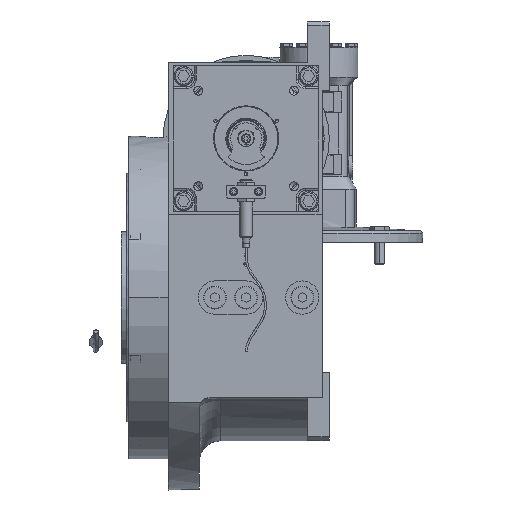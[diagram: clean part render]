
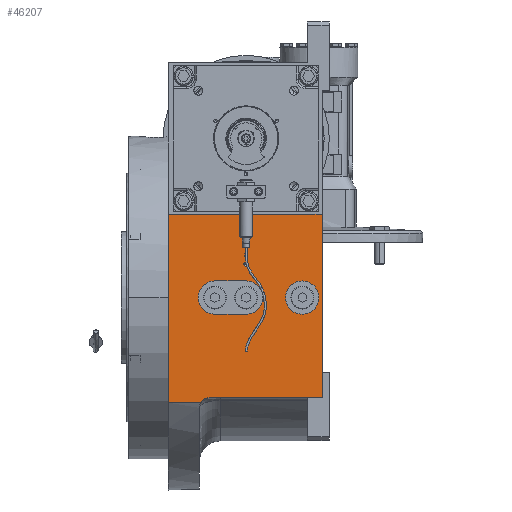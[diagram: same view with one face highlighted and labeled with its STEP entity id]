
A CAD part, left-side view. The second image highlights one B-rep face of the part: STEP entity #46207.
In plain terms, the highlighted planar face has unit normal (-1, 0, 0).
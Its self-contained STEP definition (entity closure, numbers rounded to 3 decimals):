
#482 = ORIENTED_EDGE ( 'NONE', *, *, #15311, .F. ) ;
#1744 = DIRECTION ( 'NONE',  ( -1., 0., 0. ) ) ;
#3029 = ORIENTED_EDGE ( 'NONE', *, *, #42811, .T. ) ;
#3780 = CARTESIAN_POINT ( 'NONE',  ( -155., -54., 0. ) ) ;
#5339 = DIRECTION ( 'NONE',  ( 0., -1., 0. ) ) ;
#7306 = DIRECTION ( 'NONE',  ( -1., 0., 0. ) ) ;
#7417 = VERTEX_POINT ( 'NONE', #39458 ) ;
#7937 = CARTESIAN_POINT ( 'NONE',  ( -155., 0., 0. ) ) ;
#8336 = EDGE_CURVE ( 'NONE', #37497, #22544, #36751, .T. ) ;
#10512 = VERTEX_POINT ( 'NONE', #128841 ) ;
#11284 = FACE_BOUND ( 'NONE', #109971, .T. ) ;
#11808 = DIRECTION ( 'NONE',  ( 0., 0., 1. ) ) ;
#11959 = CIRCLE ( 'NONE', #87756, 16. ) ;
#12760 = DIRECTION ( 'NONE',  ( 0., 1., 0. ) ) ;
#13349 = VERTEX_POINT ( 'NONE', #53196 ) ;
#15311 = EDGE_CURVE ( 'NONE', #45123, #35704, #16224, .T. ) ;
#16224 = LINE ( 'NONE', #47453, #93733 ) ;
#16975 = EDGE_LOOP ( 'NONE', ( #94329, #111449 ) ) ;
#17120 = EDGE_LOOP ( 'NONE', ( #33391, #48972, #117601, #482, #18654, #64328 ) ) ;
#18654 = ORIENTED_EDGE ( 'NONE', *, *, #23700, .T. ) ;
#19501 = CARTESIAN_POINT ( 'NONE',  ( -155., 30., 0. ) ) ;
#19511 = ORIENTED_EDGE ( 'NONE', *, *, #23660, .T. ) ;
#19646 = CARTESIAN_POINT ( 'NONE',  ( -155., -70., 0. ) ) ;
#20160 = EDGE_CURVE ( 'NONE', #102053, #13349, #112197, .T. ) ;
#21020 = DIRECTION ( 'NONE',  ( 0., 1., 0. ) ) ;
#21687 = DIRECTION ( 'NONE',  ( 1., 0., 0. ) ) ;
#21803 = CARTESIAN_POINT ( 'NONE',  ( -155., 0., 16. ) ) ;
#22544 = VERTEX_POINT ( 'NONE', #19646 ) ;
#23660 = EDGE_CURVE ( 'NONE', #89059, #7417, #118704, .T. ) ;
#23700 = EDGE_CURVE ( 'NONE', #45123, #113192, #25590, .T. ) ;
#24007 = EDGE_CURVE ( 'NONE', #60894, #92804, #119044, .T. ) ;
#24328 = EDGE_CURVE ( 'NONE', #22544, #37497, #123434, .T. ) ;
#25071 = DIRECTION ( 'NONE',  ( 1., 0., 0. ) ) ;
#25590 = CIRCLE ( 'NONE', #62418, 10. ) ;
#28089 = EDGE_CURVE ( 'NONE', #64673, #88773, #78617, .T. ) ;
#30404 = CIRCLE ( 'NONE', #65065, 2.1 ) ;
#31222 = DIRECTION ( 'NONE',  ( 1., 0., 0. ) ) ;
#31811 = CARTESIAN_POINT ( 'NONE',  ( -155., 2.1, 32. ) ) ;
#32010 = LINE ( 'NONE', #21803, #112178 ) ;
#32103 = AXIS2_PLACEMENT_3D ( 'NONE', #42062, #31222, #21020 ) ;
#32333 = FACE_BOUND ( 'NONE', #89433, .T. ) ;
#32477 = CARTESIAN_POINT ( 'NONE',  ( -155., -73., 80. ) ) ;
#32988 = CARTESIAN_POINT ( 'NONE',  ( -155., -73., -100.995 ) ) ;
#33189 = VECTOR ( 'NONE', #33672, 1000. ) ;
#33391 = ORIENTED_EDGE ( 'NONE', *, *, #20160, .T. ) ;
#33479 = CARTESIAN_POINT ( 'NONE',  ( -155., -54., 0. ) ) ;
#33672 = DIRECTION ( 'NONE',  ( 0., -1., 0. ) ) ;
#34356 = CARTESIAN_POINT ( 'NONE',  ( -155., 30., -16. ) ) ;
#34958 = DIRECTION ( 'NONE',  ( 0., 0., 1. ) ) ;
#35288 = CARTESIAN_POINT ( 'NONE',  ( -155., -73., -96. ) ) ;
#35460 = EDGE_CURVE ( 'NONE', #35704, #94687, #116249, .T. ) ;
#35704 = VERTEX_POINT ( 'NONE', #119220 ) ;
#36751 = CIRCLE ( 'NONE', #43277, 16. ) ;
#37497 = VERTEX_POINT ( 'NONE', #83480 ) ;
#38762 = LINE ( 'NONE', #122836, #111235 ) ;
#39458 = CARTESIAN_POINT ( 'NONE',  ( -155., -2.1, 32. ) ) ;
#40287 = CARTESIAN_POINT ( 'NONE',  ( -155., 30., 16. ) ) ;
#41455 = DIRECTION ( 'NONE',  ( 0., 1., 0. ) ) ;
#42062 = CARTESIAN_POINT ( 'NONE',  ( -155., 0., 32. ) ) ;
#42811 = EDGE_CURVE ( 'NONE', #7417, #89059, #30404, .T. ) ;
#43277 = AXIS2_PLACEMENT_3D ( 'NONE', #33479, #83701, #74838 ) ;
#43848 = CARTESIAN_POINT ( 'NONE',  ( -155., 30., -16. ) ) ;
#45123 = VERTEX_POINT ( 'NONE', #59944 ) ;
#46207 = ADVANCED_FACE ( 'NONE', ( #11284, #93405, #32333, #122542, #77006 ), #117717, .T. ) ;
#47453 = CARTESIAN_POINT ( 'NONE',  ( -155., 43.657, -100.995 ) ) ;
#48972 = ORIENTED_EDGE ( 'NONE', *, *, #98922, .T. ) ;
#49358 = DIRECTION ( 'NONE',  ( -1., 0., 0. ) ) ;
#49404 = DIRECTION ( 'NONE',  ( 0., 0., 1. ) ) ;
#49755 = VERTEX_POINT ( 'NONE', #128449 ) ;
#52480 = DIRECTION ( 'NONE',  ( 0., 0., 1. ) ) ;
#53196 = CARTESIAN_POINT ( 'NONE',  ( -155., -73., 80. ) ) ;
#59944 = CARTESIAN_POINT ( 'NONE',  ( -155., 43.657, -100.995 ) ) ;
#60320 = VECTOR ( 'NONE', #11808, 1000. ) ;
#60894 = VERTEX_POINT ( 'NONE', #40287 ) ;
#61750 = DIRECTION ( 'NONE',  ( 0., 0.866, 0.5 ) ) ;
#62418 = AXIS2_PLACEMENT_3D ( 'NONE', #73899, #21687, #61750 ) ;
#63381 = EDGE_CURVE ( 'NONE', #49755, #10512, #11959, .T. ) ;
#64328 = ORIENTED_EDGE ( 'NONE', *, *, #117324, .F. ) ;
#64673 = VERTEX_POINT ( 'NONE', #110279 ) ;
#64946 = AXIS2_PLACEMENT_3D ( 'NONE', #19501, #7306, #49404 ) ;
#64982 = AXIS2_PLACEMENT_3D ( 'NONE', #3780, #132606, #68907 ) ;
#65065 = AXIS2_PLACEMENT_3D ( 'NONE', #101126, #111281, #110605 ) ;
#65653 = AXIS2_PLACEMENT_3D ( 'NONE', #116137, #76057, #87589 ) ;
#67032 = ORIENTED_EDGE ( 'NONE', *, *, #8336, .F. ) ;
#67673 = EDGE_CURVE ( 'NONE', #10512, #60894, #32010, .T. ) ;
#68907 = DIRECTION ( 'NONE',  ( 0., -1., 0. ) ) ;
#71705 = VECTOR ( 'NONE', #12760, 1000. ) ;
#73899 = CARTESIAN_POINT ( 'NONE',  ( -155., 35., -106. ) ) ;
#74838 = DIRECTION ( 'NONE',  ( 0., 1., 0. ) ) ;
#76057 = DIRECTION ( 'NONE',  ( 1., 0., 0. ) ) ;
#77006 = FACE_OUTER_BOUND ( 'NONE', #17120, .T. ) ;
#78617 = CIRCLE ( 'NONE', #65653, 2.1 ) ;
#82032 = CARTESIAN_POINT ( 'NONE',  ( -155., 35., -96. ) ) ;
#83480 = CARTESIAN_POINT ( 'NONE',  ( -155., -38., 0. ) ) ;
#83701 = DIRECTION ( 'NONE',  ( -1., 0., 0. ) ) ;
#84291 = CARTESIAN_POINT ( 'NONE',  ( -155., 75., 80. ) ) ;
#84331 = CARTESIAN_POINT ( 'NONE',  ( -155., -2.1, 60. ) ) ;
#86122 = EDGE_CURVE ( 'NONE', #92804, #49755, #96084, .T. ) ;
#86818 = EDGE_LOOP ( 'NONE', ( #113436, #67032 ) ) ;
#87083 = ORIENTED_EDGE ( 'NONE', *, *, #63381, .F. ) ;
#87589 = DIRECTION ( 'NONE',  ( 0., 1., 0. ) ) ;
#87756 = AXIS2_PLACEMENT_3D ( 'NONE', #7937, #49358, #101596 ) ;
#88773 = VERTEX_POINT ( 'NONE', #84331 ) ;
#89059 = VERTEX_POINT ( 'NONE', #31811 ) ;
#89433 = EDGE_LOOP ( 'NONE', ( #19511, #3029 ) ) ;
#92804 = VERTEX_POINT ( 'NONE', #34356 ) ;
#93405 = FACE_BOUND ( 'NONE', #86818, .T. ) ;
#93733 = VECTOR ( 'NONE', #99024, 1000. ) ;
#94329 = ORIENTED_EDGE ( 'NONE', *, *, #28089, .T. ) ;
#94687 = VERTEX_POINT ( 'NONE', #84291 ) ;
#96084 = LINE ( 'NONE', #43848, #33189 ) ;
#97208 = ORIENTED_EDGE ( 'NONE', *, *, #67673, .F. ) ;
#98922 = EDGE_CURVE ( 'NONE', #13349, #94687, #126686, .T. ) ;
#99024 = DIRECTION ( 'NONE',  ( 0., 1., 0. ) ) ;
#99088 = CARTESIAN_POINT ( 'NONE',  ( -155., 75., -100.995 ) ) ;
#101126 = CARTESIAN_POINT ( 'NONE',  ( -155., 0., 32. ) ) ;
#101443 = ORIENTED_EDGE ( 'NONE', *, *, #86122, .F. ) ;
#101596 = DIRECTION ( 'NONE',  ( 0., 0., -1. ) ) ;
#102053 = VERTEX_POINT ( 'NONE', #35288 ) ;
#109241 = DIRECTION ( 'NONE',  ( 0., 1., 0. ) ) ;
#109971 = EDGE_LOOP ( 'NONE', ( #97208, #87083, #101443, #122756 ) ) ;
#110279 = CARTESIAN_POINT ( 'NONE',  ( -155., 2.1, 60. ) ) ;
#110605 = DIRECTION ( 'NONE',  ( 0., -1., 0. ) ) ;
#111235 = VECTOR ( 'NONE', #41455, 1000. ) ;
#111281 = DIRECTION ( 'NONE',  ( 1., 0., 0. ) ) ;
#111449 = ORIENTED_EDGE ( 'NONE', *, *, #116668, .T. ) ;
#112178 = VECTOR ( 'NONE', #109241, 1000. ) ;
#112197 = LINE ( 'NONE', #121650, #120563 ) ;
#113192 = VERTEX_POINT ( 'NONE', #82032 ) ;
#113284 = CIRCLE ( 'NONE', #121853, 2.1 ) ;
#113436 = ORIENTED_EDGE ( 'NONE', *, *, #24328, .F. ) ;
#116137 = CARTESIAN_POINT ( 'NONE',  ( -155., 0., 60. ) ) ;
#116249 = LINE ( 'NONE', #99088, #60320 ) ;
#116668 = EDGE_CURVE ( 'NONE', #88773, #64673, #113284, .T. ) ;
#117324 = EDGE_CURVE ( 'NONE', #102053, #113192, #38762, .T. ) ;
#117496 = AXIS2_PLACEMENT_3D ( 'NONE', #32988, #1744, #34958 ) ;
#117601 = ORIENTED_EDGE ( 'NONE', *, *, #35460, .F. ) ;
#117717 = PLANE ( 'NONE',  #117496 ) ;
#117979 = CARTESIAN_POINT ( 'NONE',  ( -155., 0., 60. ) ) ;
#118704 = CIRCLE ( 'NONE', #32103, 2.1 ) ;
#119044 = CIRCLE ( 'NONE', #64946, 16. ) ;
#119220 = CARTESIAN_POINT ( 'NONE',  ( -155., 75., -100.995 ) ) ;
#120563 = VECTOR ( 'NONE', #52480, 1000. ) ;
#121650 = CARTESIAN_POINT ( 'NONE',  ( -155., -73., -96. ) ) ;
#121853 = AXIS2_PLACEMENT_3D ( 'NONE', #117979, #25071, #5339 ) ;
#122542 = FACE_BOUND ( 'NONE', #16975, .T. ) ;
#122756 = ORIENTED_EDGE ( 'NONE', *, *, #24007, .F. ) ;
#122836 = CARTESIAN_POINT ( 'NONE',  ( -155., -73., -96. ) ) ;
#123434 = CIRCLE ( 'NONE', #64982, 16. ) ;
#126686 = LINE ( 'NONE', #32477, #71705 ) ;
#128449 = CARTESIAN_POINT ( 'NONE',  ( -155., 0., -16. ) ) ;
#128841 = CARTESIAN_POINT ( 'NONE',  ( -155., 0., 16. ) ) ;
#132606 = DIRECTION ( 'NONE',  ( -1., 0., 0. ) ) ;
